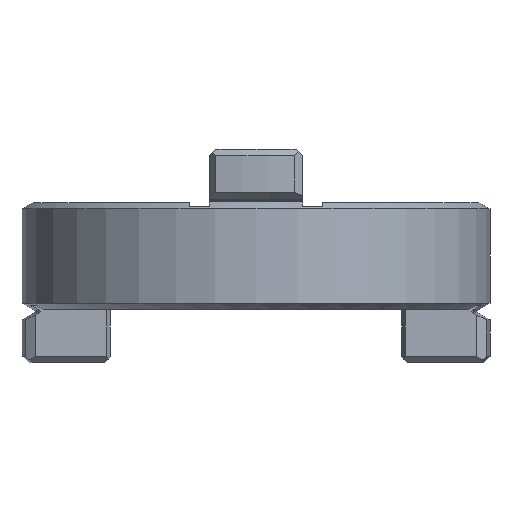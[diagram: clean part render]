
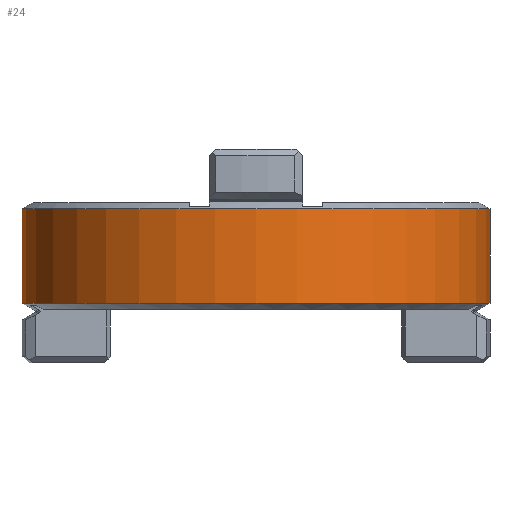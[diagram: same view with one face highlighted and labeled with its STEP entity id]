
A CAD part, front view. The second image highlights one B-rep face of the part: STEP entity #24.
In plain terms, the highlighted cylindrical face has radius 35 mm (diameter 70 mm), a partial arc.
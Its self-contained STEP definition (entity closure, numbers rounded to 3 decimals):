
#24 = ADVANCED_FACE ( 'NONE', ( #2592 ), #2597, .T. ) ;
#264 = CARTESIAN_POINT ( 'NONE',  ( 35., 0., -7.05 ) ) ;
#319 = CARTESIAN_POINT ( 'NONE',  ( -35., 0., 7.05 ) ) ;
#326 = CARTESIAN_POINT ( 'NONE',  ( 35., 0., 7.05 ) ) ;
#365 = CARTESIAN_POINT ( 'NONE',  ( -35., 0., -7.05 ) ) ;
#986 = DIRECTION ( 'NONE',  ( 0., 0., 1. ) ) ;
#1013 = CARTESIAN_POINT ( 'NONE',  ( 35., 0., 33.765 ) ) ;
#1476 = CARTESIAN_POINT ( 'NONE',  ( 0., 0., -7.05 ) ) ;
#1477 = DIRECTION ( 'NONE',  ( 0., 0., 1. ) ) ;
#1492 = DIRECTION ( 'NONE',  ( 1., 0., 0. ) ) ;
#2024 = DIRECTION ( 'NONE',  ( 0., 0., 1. ) ) ;
#2036 = CARTESIAN_POINT ( 'NONE',  ( 0., 0., 33.765 ) ) ;
#2043 = DIRECTION ( 'NONE',  ( 1., 0., 0. ) ) ;
#2213 = ORIENTED_EDGE ( 'NONE', *, *, #4624, .F. ) ;
#2223 = ORIENTED_EDGE ( 'NONE', *, *, #3155, .T. ) ;
#2245 = ORIENTED_EDGE ( 'NONE', *, *, #4522, .T. ) ;
#2249 = ORIENTED_EDGE ( 'NONE', *, *, #4627, .F. ) ;
#2592 = FACE_OUTER_BOUND ( 'NONE', #3976, .T. ) ;
#2597 = CYLINDRICAL_SURFACE ( 'NONE', #2817, 35. ) ;
#2817 = AXIS2_PLACEMENT_3D ( 'NONE', #2036, #2024, #2043 ) ;
#2887 = AXIS2_PLACEMENT_3D ( 'NONE', #1476, #1477, #1492 ) ;
#3155 = EDGE_CURVE ( 'NONE', #4160, #4052, #3790, .T. ) ;
#3373 = CIRCLE ( 'NONE', #3871, 35. ) ;
#3376 = VECTOR ( 'NONE', #4455, 1000. ) ;
#3389 = LINE ( 'NONE', #4437, #3376 ) ;
#3495 = VECTOR ( 'NONE', #986, 1000. ) ;
#3502 = LINE ( 'NONE', #1013, #3495 ) ;
#3790 = CIRCLE ( 'NONE', #2887, 35. ) ;
#3871 = AXIS2_PLACEMENT_3D ( 'NONE', #4425, #4457, #4472 ) ;
#3976 = EDGE_LOOP ( 'NONE', ( #2213, #2223, #2245, #2249 ) ) ;
#4052 = VERTEX_POINT ( 'NONE', #264 ) ;
#4096 = VERTEX_POINT ( 'NONE', #326 ) ;
#4117 = VERTEX_POINT ( 'NONE', #319 ) ;
#4160 = VERTEX_POINT ( 'NONE', #365 ) ;
#4425 = CARTESIAN_POINT ( 'NONE',  ( 0., 0., 7.05 ) ) ;
#4437 = CARTESIAN_POINT ( 'NONE',  ( -35., 0., 33.765 ) ) ;
#4455 = DIRECTION ( 'NONE',  ( 0., 0., 1. ) ) ;
#4457 = DIRECTION ( 'NONE',  ( 0., 0., 1. ) ) ;
#4472 = DIRECTION ( 'NONE',  ( 1., 0., 0. ) ) ;
#4522 = EDGE_CURVE ( 'NONE', #4052, #4096, #3502, .T. ) ;
#4624 = EDGE_CURVE ( 'NONE', #4160, #4117, #3389, .T. ) ;
#4627 = EDGE_CURVE ( 'NONE', #4117, #4096, #3373, .T. ) ;
